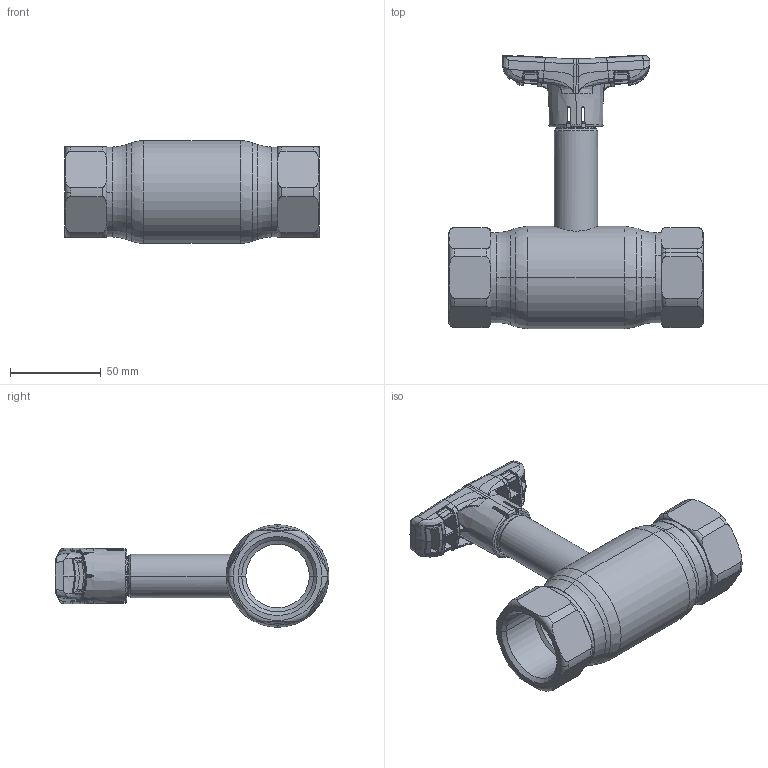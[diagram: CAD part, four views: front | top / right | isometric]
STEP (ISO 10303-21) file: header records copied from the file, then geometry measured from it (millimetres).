
FILE_DESCRIPTION (( 'STEP AP214' ), '1' );
FILE_NAME ('1032002001-1400.step', '2024-01-16T11:11:15', ( '' ), ( '' ), 'SwSTEP 2.0', 'SolidWorks 2021', '' );
FILE_SCHEMA (( 'AUTOMOTIVE_DESIGN' ));
Length unit declared in the file: millimetre
Products named in the file (1): 1032002001-1400
Bounding box: 140 x 150.78 x 56.5 mm (x, y, z)
Surface area: 51572 mm2 (no closed solid volume)
Topology: 0 solids, 6 shells, 594 faces, 1831 edges, 1175 vertices
Faces by surface type: bspline 426, plane 57, cylinder 52, torus 35, cone 22, sphere 2
Entity records: 53623 total; most frequent: CARTESIAN_POINT 35055, ORIENTED_EDGE 3093, EDGE_CURVE 1821, DIRECTION 1272, B_SPLINE_CURVE_WITH_KNOTS 1265, VERTEX_POINT 1172, EDGE_LOOP 602, UNCERTAINTY_MEASURE_WITH_UNIT 593
